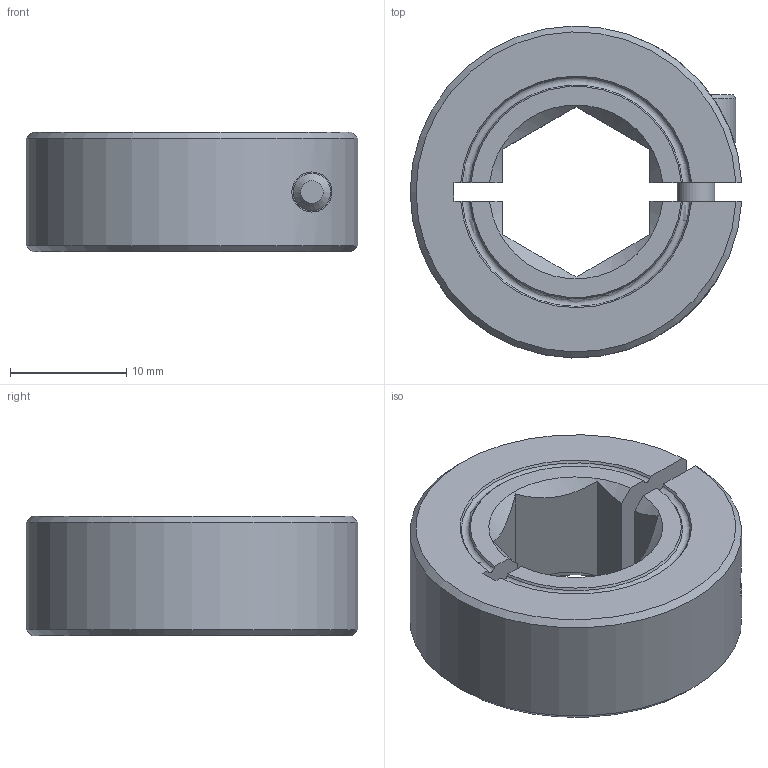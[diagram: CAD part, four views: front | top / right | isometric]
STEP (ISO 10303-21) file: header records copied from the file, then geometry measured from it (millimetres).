
FILE_DESCRIPTION(/* description */ (''),/* implementation_level */ '2;1');
FILE_NAME(/* name */ 'CL-8HX-A_Gold.stp',/* time_stamp */ '2019-12-04T10:31:33-08:00',/* author */ ('Phillips Lenovo'),/* organization */ ('Autodesk Inc.'),/* preprocessor_version */ 'ST-DEVELOPER v18',/* originating_system */ 'Autodesk Inventor 2020',/* authorisation */ '');
FILE_SCHEMA (('AUTOMOTIVE_DESIGN { 1 0 10303 214 3 1 1 }'));
Length unit declared in the file: inch
Products named in the file (3): CL-8HX-A_Gold; CLHEX_CL-8-F_Gold; Inch Socket Head Cap Screws1_CF8-32_0.500
Assembly tree (2 placements, depth 2):
  CL-8HX-A_Gold
    CLHEX_CL-8-F_Gold
    Inch Socket Head Cap Screws1_CF8-32_0.500
Bounding box: 28.55 x 28.56 x 10.31 mm (x, y, z)
Volume: 4796.9 mm3; surface area: 2971.1 mm2
Topology: 2 solids, 2 shells, 48 faces, 131 edges, 90 vertices
Faces by surface type: plane 28, cone 12, cylinder 6, torus 2
Full cylindrical faces by diameter (mm): 3.221 x1, 3.454 x1, 4.305 x1, 6.858 x1
Entity records: 1742 total; most frequent: CARTESIAN_POINT 471, ORIENTED_EDGE 262, DIRECTION 229, EDGE_CURVE 131, VERTEX_POINT 90, AXIS2_PLACEMENT_3D 88, EDGE_LOOP 55, LINE 53
